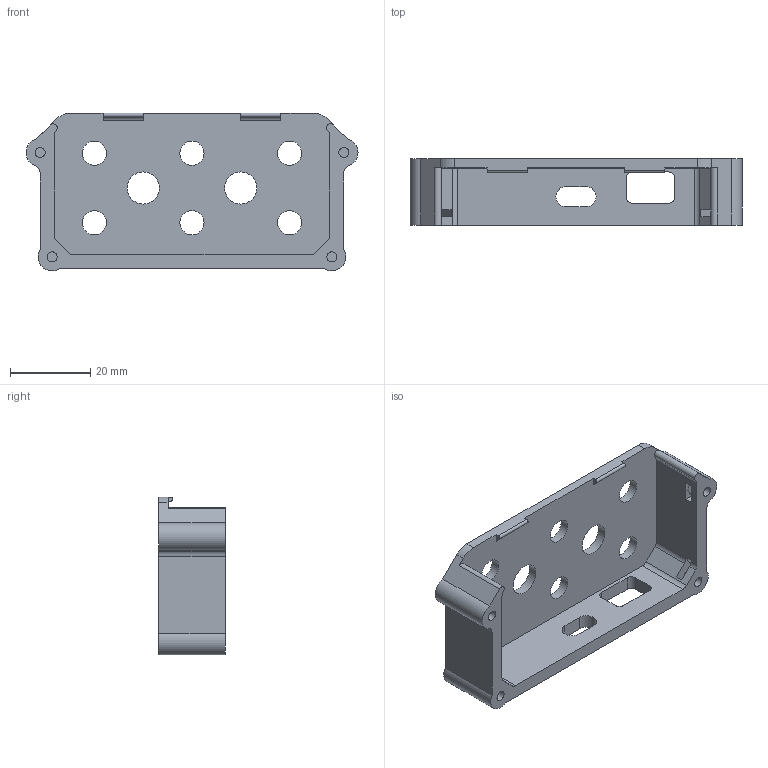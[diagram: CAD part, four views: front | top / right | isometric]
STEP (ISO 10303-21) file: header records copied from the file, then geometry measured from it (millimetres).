
FILE_DESCRIPTION(/* description */ (''),/* implementation_level */ '2;1');
FILE_NAME(/* name */ 'CoverPart1.stp',/* time_stamp */ '2020-09-23T09:53:00+07:00',/* author */ ('Asus'),/* organization */ (''),/* preprocessor_version */ 'ST-DEVELOPER v16.5',/* originating_system */ 'Autodesk Inventor 2017',/* authorisation */ '');
FILE_SCHEMA (('AUTOMOTIVE_DESIGN { 1 0 10303 214 3 1 1 }'));
Length unit declared in the file: millimetre
Products named in the file (1): CoverPart1
Bounding box: 82.51 x 16.48 x 39.25 mm (x, y, z)
Volume: 12971.2 mm3; surface area: 10870.2 mm2
Topology: 1 solids, 1 shells, 116 faces, 322 edges, 214 vertices
Faces by surface type: plane 70, cylinder 46
Full cylindrical faces by diameter (mm): 2.5 x8, 6 x6, 8 x2
Entity records: 3728 total; most frequent: CARTESIAN_POINT 637, DIRECTION 632, ORIENTED_EDGE 612, EDGE_CURVE 306, LINE 214, VECTOR 214, VERTEX_POINT 214, AXIS2_PLACEMENT_3D 209
